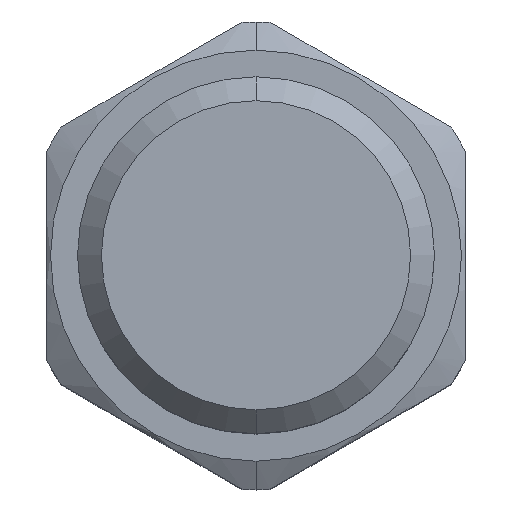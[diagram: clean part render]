
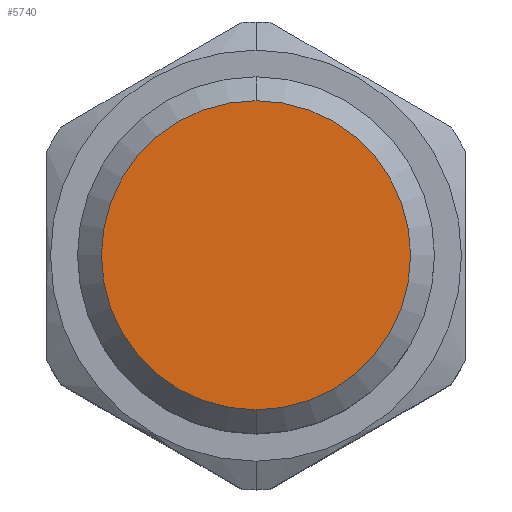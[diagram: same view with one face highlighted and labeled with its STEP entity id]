
A CAD part, top view. The second image highlights one B-rep face of the part: STEP entity #5740.
In plain terms, the highlighted planar face has unit normal (0, 0, 1).
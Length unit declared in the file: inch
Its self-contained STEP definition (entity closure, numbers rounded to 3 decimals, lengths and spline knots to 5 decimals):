
#823=CARTESIAN_POINT('',(0.,0.,2.87));
#824=DIRECTION('',(0.,0.,1.));
#825=DIRECTION('',(0.,1.,0.));
#826=AXIS2_PLACEMENT_3D('',#823,#824,#825);
#833=CARTESIAN_POINT('',(0.,0.,2.87));
#834=DIRECTION('',(0.,0.,1.));
#835=DIRECTION('',(0.,-1.,0.));
#836=AXIS2_PLACEMENT_3D('',#833,#834,#835);
#4093=CARTESIAN_POINT('',(0.,0.3235,2.87));
#4094=CARTESIAN_POINT('',(0.,-0.3235,2.87));
#4095=VERTEX_POINT('',#4093);
#4096=VERTEX_POINT('',#4094);
#5730=CARTESIAN_POINT('',(0.,0.,2.87));
#5731=DIRECTION('',(0.,0.,1.));
#5732=DIRECTION('',(0.,1.,0.));
#5733=AXIS2_PLACEMENT_3D('',#5730,#5731,#5732);
#5734=PLANE('',#5733);
#5736=ORIENTED_EDGE('',*,*,#5735,.F.);
#5737=ORIENTED_EDGE('',*,*,#5720,.F.);
#5738=EDGE_LOOP('',(#5736,#5737));
#5739=FACE_OUTER_BOUND('',#5738,.F.);
#5740=ADVANCED_FACE('',(#5739),#5734,.T.);
#827=CIRCLE('',#826,0.3235);
#837=CIRCLE('',#836,0.3235);
#5720=EDGE_CURVE('',#4095,#4096,#827,.T.);
#5735=EDGE_CURVE('',#4096,#4095,#837,.T.);
